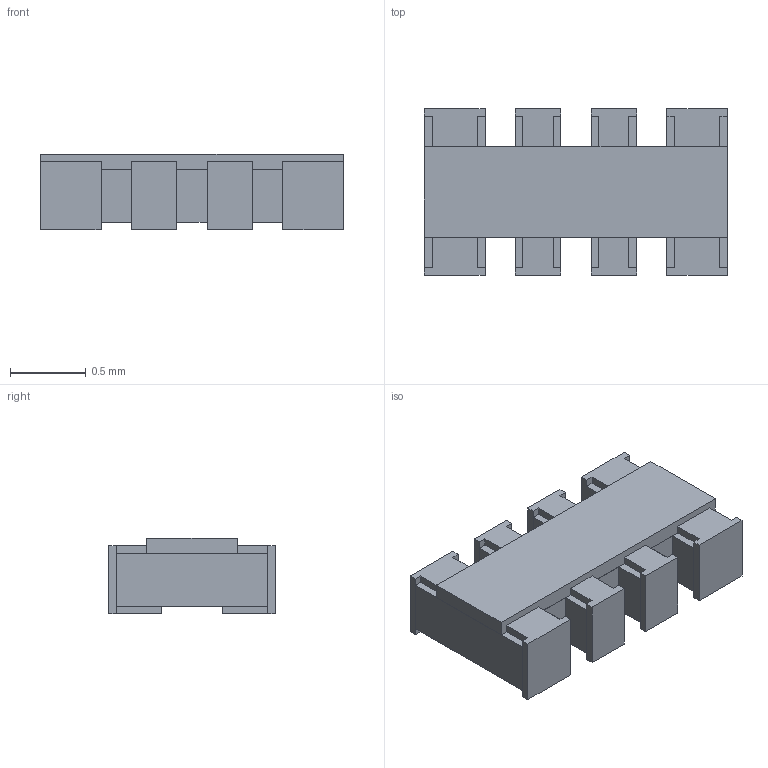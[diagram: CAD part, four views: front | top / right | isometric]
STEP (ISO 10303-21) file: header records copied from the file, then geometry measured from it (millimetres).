
FILE_DESCRIPTION (( 'STEP AP214' ), '1' );
FILE_NAME ('RES-ARRAY-SMD_8P-L2.0-W1.0-BL-1.step', '2022-07-28T08:51:21', ( '' ), ( '' ), 'SwSTEP 2.0', 'SolidWorks 2020', '' );
FILE_SCHEMA (( 'AUTOMOTIVE_DESIGN' ));
Length unit declared in the file: millimetre
Products named in the file (1): RES-ARRAY-SMD_8P-L2.0-W1.0-BL-1
Bounding box: 2 x 1.1 x 0.5 mm (x, y, z)
Volume: 0.8 mm3; surface area: 14.4 mm2
Topology: 9 solids, 9 shells, 370 faces, 999 edges, 666 vertices
Faces by surface type: plane 272, bspline 98
Entity records: 16151 total; most frequent: CARTESIAN_POINT 3342, ORIENTED_EDGE 1998, DIRECTION 1345, EDGE_CURVE 999, LINE 799, VECTOR 799, VERTEX_POINT 666, EDGE_LOOP 389
